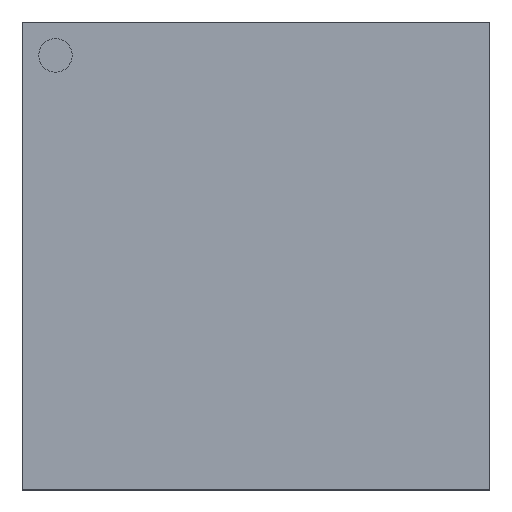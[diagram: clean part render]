
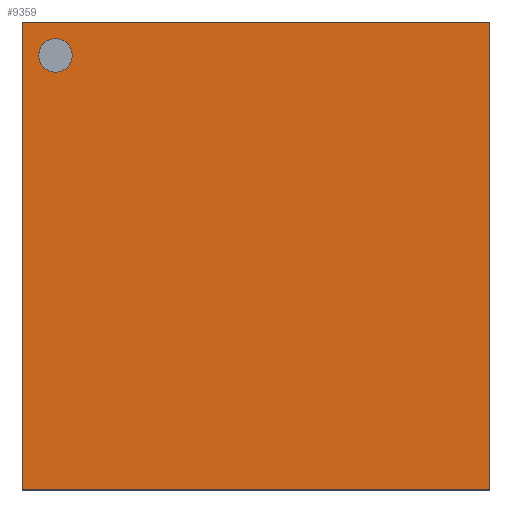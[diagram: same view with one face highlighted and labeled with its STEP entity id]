
A CAD part, top view. The second image highlights one B-rep face of the part: STEP entity #9359.
In plain terms, the highlighted planar face has unit normal (0, 0, 1).
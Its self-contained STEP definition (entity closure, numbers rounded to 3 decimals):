
#222 = PLANE('',#223);
#223 = AXIS2_PLACEMENT_3D('',#224,#225,#226);
#224 = CARTESIAN_POINT('',(-3.5,3.5,0.));
#225 = DIRECTION('',(0.,1.,0.));
#226 = DIRECTION('',(1.,0.,0.));
#250 = PLANE('',#251);
#251 = AXIS2_PLACEMENT_3D('',#252,#253,#254);
#252 = CARTESIAN_POINT('',(3.5,3.5,0.));
#253 = DIRECTION('',(1.,0.,0.));
#254 = DIRECTION('',(0.,-1.,0.));
#278 = PLANE('',#279);
#279 = AXIS2_PLACEMENT_3D('',#280,#281,#282);
#280 = CARTESIAN_POINT('',(3.5,-3.5,0.));
#281 = DIRECTION('',(0.,-1.,0.));
#282 = DIRECTION('',(-1.,0.,0.));
#304 = PLANE('',#305);
#305 = AXIS2_PLACEMENT_3D('',#306,#307,#308);
#306 = CARTESIAN_POINT('',(-3.5,-3.5,0.));
#307 = DIRECTION('',(-1.,0.,0.));
#308 = DIRECTION('',(0.,1.,0.));
#3504 = VERTEX_POINT('',#3505);
#3505 = CARTESIAN_POINT('',(-3.5,3.5,0.725));
#3526 = EDGE_CURVE('',#3504,#3527,#3529,.T.);
#3527 = VERTEX_POINT('',#3528);
#3528 = CARTESIAN_POINT('',(3.5,3.5,0.725));
#3529 = SURFACE_CURVE('',#3530,(#3534,#3541),.PCURVE_S1.);
#3530 = LINE('',#3531,#3532);
#3531 = CARTESIAN_POINT('',(-3.5,3.5,0.725));
#3532 = VECTOR('',#3533,1.);
#3533 = DIRECTION('',(1.,0.,0.));
#3534 = PCURVE('',#222,#3535);
#3535 = DEFINITIONAL_REPRESENTATION('',(#3536),#3540);
#3536 = LINE('',#3537,#3538);
#3537 = CARTESIAN_POINT('',(0.,-0.725));
#3538 = VECTOR('',#3539,1.);
#3539 = DIRECTION('',(1.,0.));
#3540 = ( GEOMETRIC_REPRESENTATION_CONTEXT(2) 
PARAMETRIC_REPRESENTATION_CONTEXT() REPRESENTATION_CONTEXT('2D SPACE',''
  ) );
#3541 = PCURVE('',#3542,#3547);
#3542 = PLANE('',#3543);
#3543 = AXIS2_PLACEMENT_3D('',#3544,#3545,#3546);
#3544 = CARTESIAN_POINT('',(0.,0.,0.725));
#3545 = DIRECTION('',(-0.,-0.,-1.));
#3546 = DIRECTION('',(-1.,0.,0.));
#3547 = DEFINITIONAL_REPRESENTATION('',(#3548),#3552);
#3548 = LINE('',#3549,#3550);
#3549 = CARTESIAN_POINT('',(3.5,3.5));
#3550 = VECTOR('',#3551,1.);
#3551 = DIRECTION('',(-1.,0.));
#3552 = ( GEOMETRIC_REPRESENTATION_CONTEXT(2) 
PARAMETRIC_REPRESENTATION_CONTEXT() REPRESENTATION_CONTEXT('2D SPACE',''
  ) );
#3580 = VERTEX_POINT('',#3581);
#3581 = CARTESIAN_POINT('',(-3.5,-3.5,0.725));
#3602 = EDGE_CURVE('',#3580,#3504,#3603,.T.);
#3603 = SURFACE_CURVE('',#3604,(#3608,#3615),.PCURVE_S1.);
#3604 = LINE('',#3605,#3606);
#3605 = CARTESIAN_POINT('',(-3.5,-3.5,0.725));
#3606 = VECTOR('',#3607,1.);
#3607 = DIRECTION('',(0.,1.,0.));
#3608 = PCURVE('',#304,#3609);
#3609 = DEFINITIONAL_REPRESENTATION('',(#3610),#3614);
#3610 = LINE('',#3611,#3612);
#3611 = CARTESIAN_POINT('',(0.,-0.725));
#3612 = VECTOR('',#3613,1.);
#3613 = DIRECTION('',(1.,0.));
#3614 = ( GEOMETRIC_REPRESENTATION_CONTEXT(2) 
PARAMETRIC_REPRESENTATION_CONTEXT() REPRESENTATION_CONTEXT('2D SPACE',''
  ) );
#3615 = PCURVE('',#3542,#3616);
#3616 = DEFINITIONAL_REPRESENTATION('',(#3617),#3621);
#3617 = LINE('',#3618,#3619);
#3618 = CARTESIAN_POINT('',(3.5,-3.5));
#3619 = VECTOR('',#3620,1.);
#3620 = DIRECTION('',(0.,1.));
#3621 = ( GEOMETRIC_REPRESENTATION_CONTEXT(2) 
PARAMETRIC_REPRESENTATION_CONTEXT() REPRESENTATION_CONTEXT('2D SPACE',''
  ) );
#3629 = EDGE_CURVE('',#3527,#3630,#3632,.T.);
#3630 = VERTEX_POINT('',#3631);
#3631 = CARTESIAN_POINT('',(3.5,-3.5,0.725));
#3632 = SURFACE_CURVE('',#3633,(#3637,#3644),.PCURVE_S1.);
#3633 = LINE('',#3634,#3635);
#3634 = CARTESIAN_POINT('',(3.5,3.5,0.725));
#3635 = VECTOR('',#3636,1.);
#3636 = DIRECTION('',(0.,-1.,0.));
#3637 = PCURVE('',#250,#3638);
#3638 = DEFINITIONAL_REPRESENTATION('',(#3639),#3643);
#3639 = LINE('',#3640,#3641);
#3640 = CARTESIAN_POINT('',(0.,-0.725));
#3641 = VECTOR('',#3642,1.);
#3642 = DIRECTION('',(1.,0.));
#3643 = ( GEOMETRIC_REPRESENTATION_CONTEXT(2) 
PARAMETRIC_REPRESENTATION_CONTEXT() REPRESENTATION_CONTEXT('2D SPACE',''
  ) );
#3644 = PCURVE('',#3542,#3645);
#3645 = DEFINITIONAL_REPRESENTATION('',(#3646),#3650);
#3646 = LINE('',#3647,#3648);
#3647 = CARTESIAN_POINT('',(-3.5,3.5));
#3648 = VECTOR('',#3649,1.);
#3649 = DIRECTION('',(0.,-1.));
#3650 = ( GEOMETRIC_REPRESENTATION_CONTEXT(2) 
PARAMETRIC_REPRESENTATION_CONTEXT() REPRESENTATION_CONTEXT('2D SPACE',''
  ) );
#3678 = EDGE_CURVE('',#3630,#3580,#3679,.T.);
#3679 = SURFACE_CURVE('',#3680,(#3684,#3691),.PCURVE_S1.);
#3680 = LINE('',#3681,#3682);
#3681 = CARTESIAN_POINT('',(3.5,-3.5,0.725));
#3682 = VECTOR('',#3683,1.);
#3683 = DIRECTION('',(-1.,0.,0.));
#3684 = PCURVE('',#278,#3685);
#3685 = DEFINITIONAL_REPRESENTATION('',(#3686),#3690);
#3686 = LINE('',#3687,#3688);
#3687 = CARTESIAN_POINT('',(0.,-0.725));
#3688 = VECTOR('',#3689,1.);
#3689 = DIRECTION('',(1.,0.));
#3690 = ( GEOMETRIC_REPRESENTATION_CONTEXT(2) 
PARAMETRIC_REPRESENTATION_CONTEXT() REPRESENTATION_CONTEXT('2D SPACE',''
  ) );
#3691 = PCURVE('',#3542,#3692);
#3692 = DEFINITIONAL_REPRESENTATION('',(#3693),#3697);
#3693 = LINE('',#3694,#3695);
#3694 = CARTESIAN_POINT('',(-3.5,-3.5));
#3695 = VECTOR('',#3696,1.);
#3696 = DIRECTION('',(1.,0.));
#3697 = ( GEOMETRIC_REPRESENTATION_CONTEXT(2) 
PARAMETRIC_REPRESENTATION_CONTEXT() REPRESENTATION_CONTEXT('2D SPACE',''
  ) );
#9359 = ADVANCED_FACE('',(#9360,#9366),#3542,.F.);
#9360 = FACE_BOUND('',#9361,.F.);
#9361 = EDGE_LOOP('',(#9362,#9363,#9364,#9365));
#9362 = ORIENTED_EDGE('',*,*,#3526,.T.);
#9363 = ORIENTED_EDGE('',*,*,#3629,.T.);
#9364 = ORIENTED_EDGE('',*,*,#3678,.T.);
#9365 = ORIENTED_EDGE('',*,*,#3602,.T.);
#9366 = FACE_BOUND('',#9367,.F.);
#9367 = EDGE_LOOP('',(#9368));
#9368 = ORIENTED_EDGE('',*,*,#9369,.T.);
#9369 = EDGE_CURVE('',#9370,#9370,#9372,.T.);
#9370 = VERTEX_POINT('',#9371);
#9371 = CARTESIAN_POINT('',(-2.75,3.,0.725));
#9372 = SURFACE_CURVE('',#9373,(#9378,#9389),.PCURVE_S1.);
#9373 = CIRCLE('',#9374,0.25);
#9374 = AXIS2_PLACEMENT_3D('',#9375,#9376,#9377);
#9375 = CARTESIAN_POINT('',(-3.,3.,0.725));
#9376 = DIRECTION('',(0.,0.,1.));
#9377 = DIRECTION('',(1.,0.,0.));
#9378 = PCURVE('',#3542,#9379);
#9379 = DEFINITIONAL_REPRESENTATION('',(#9380),#9388);
#9380 = ( BOUNDED_CURVE() B_SPLINE_CURVE(2,(#9381,#9382,#9383,#9384,
#9385,#9386,#9387),.UNSPECIFIED.,.T.,.F.) B_SPLINE_CURVE_WITH_KNOTS((1,2
    ,2,2,2,1),(-2.094,0.,2.094,4.189,
6.283,8.378),.UNSPECIFIED.) CURVE() 
GEOMETRIC_REPRESENTATION_ITEM() RATIONAL_B_SPLINE_CURVE((1.,0.5,1.,0.5,
1.,0.5,1.)) REPRESENTATION_ITEM('') );
#9381 = CARTESIAN_POINT('',(2.75,3.));
#9382 = CARTESIAN_POINT('',(2.75,3.433));
#9383 = CARTESIAN_POINT('',(3.125,3.217));
#9384 = CARTESIAN_POINT('',(3.5,3.));
#9385 = CARTESIAN_POINT('',(3.125,2.783));
#9386 = CARTESIAN_POINT('',(2.75,2.567));
#9387 = CARTESIAN_POINT('',(2.75,3.));
#9388 = ( GEOMETRIC_REPRESENTATION_CONTEXT(2) 
PARAMETRIC_REPRESENTATION_CONTEXT() REPRESENTATION_CONTEXT('2D SPACE',''
  ) );
#9389 = PCURVE('',#9390,#9395);
#9390 = CYLINDRICAL_SURFACE('',#9391,0.25);
#9391 = AXIS2_PLACEMENT_3D('',#9392,#9393,#9394);
#9392 = CARTESIAN_POINT('',(-3.,3.,0.725));
#9393 = DIRECTION('',(0.,0.,1.));
#9394 = DIRECTION('',(1.,0.,0.));
#9395 = DEFINITIONAL_REPRESENTATION('',(#9396),#9400);
#9396 = LINE('',#9397,#9398);
#9397 = CARTESIAN_POINT('',(0.,0.));
#9398 = VECTOR('',#9399,1.);
#9399 = DIRECTION('',(1.,0.));
#9400 = ( GEOMETRIC_REPRESENTATION_CONTEXT(2) 
PARAMETRIC_REPRESENTATION_CONTEXT() REPRESENTATION_CONTEXT('2D SPACE',''
  ) );
